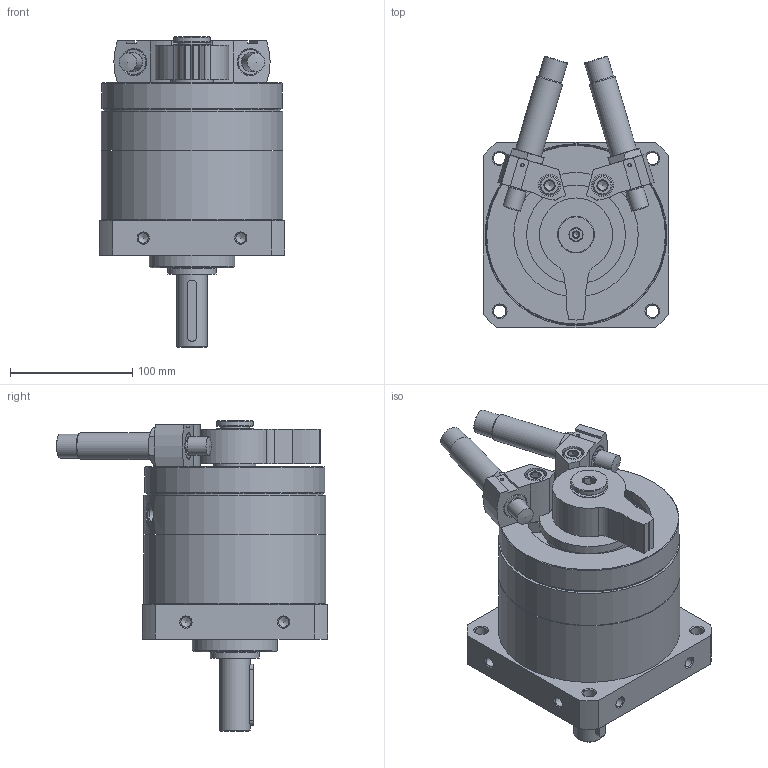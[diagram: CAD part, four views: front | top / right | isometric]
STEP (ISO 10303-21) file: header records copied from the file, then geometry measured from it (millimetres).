
FILE_DESCRIPTION(/* description */ ('STEP AP214'),/* implementation_level */ '2;1');
FILE_NAME(/* name */ '1145118_DSM-T-63-270-CC-A-B',/* time_stamp */ '2024-08-21T19:47:49+02:00',/* author */ ('License CC BY-ND 4.0'),/* organization */ ('CADENAS'),/* preprocessor_version */ 'ST-DEVELOPER v19.3',/* originating_system */ 'PARTsolutions',/* authorisation */ ' ');
FILE_SCHEMA (('AUTOMOTIVE_DESIGN {1 0 10303 214 3 1 1}'));
Length unit declared in the file: millimetre
Products named in the file (9): 1145118 DSM-T-63-270-CC-A-B--(0); 552081 DSM-63-270-CC-A-B_G---(T); 737476 DSM-63-BR---(HZ); 553593 DYSC-16-18-Y1F---(SD_0); 714510 DSM-63_NS; DIN-912 - M10x40(F); 337143 VAL-1/8-10 M22X1.5-6-27; 737477 DSM-63-BL---(HZ); 552081 DSM-63-270-CC-A-B_K---(T)
Assembly tree (12 placements, depth 2):
  1145118 DSM-T-63-270-CC-A-B--(0)
    552081 DSM-63-270-CC-A-B_G---(T)
    737476 DSM-63-BR---(HZ)
    553593 DYSC-16-18-Y1F---(SD_0)  x2
    714510 DSM-63_NS  x2
    DIN-912 - M10x40(F)  x2
    337143 VAL-1/8-10 M22X1.5-6-27  x2
    737477 DSM-63-BL---(HZ)
    552081 DSM-63-270-CC-A-B_K---(T)
Bounding box: 152 x 222.12 x 254.4 mm (x, y, z)
Volume: 2465252.2 mm3; surface area: 324961.7 mm2
Topology: 12 solids, 12 shells, 378 faces, 848 edges, 531 vertices
Faces by surface type: plane 169, cylinder 115, cone 90, torus 2, sphere 2
Full cylindrical faces by diameter (mm): 2.459 x2, 3.6 x2, 4.917 x1, 8 x2, 8.376 x9, 10 x2, 10.106 x4, 10.5 x1, 11 x2, 11.445 x2, 15 x4, 16 x2, 18 x2, 19 x2, 19.6 x2, 20.376 x4, 22 x2, 24 x1, 25 x1, 30 x2, 30.1 x1, 35 x2, 40 x1, 69 x1, 70 x1, 81 x1, 102 x1, 116 x1, 129 x2, 144.6 x1
Entity records: 8168 total; most frequent: CARTESIAN_POINT 1467, DIRECTION 1425, ORIENTED_EDGE 1098, AXIS2_PLACEMENT_3D 591, EDGE_CURVE 549, FACE_BOUND 486, EDGE_LOOP 477, VERTEX_POINT 421
